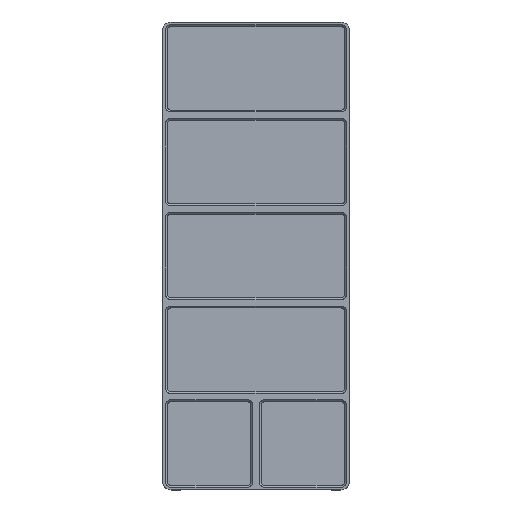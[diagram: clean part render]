
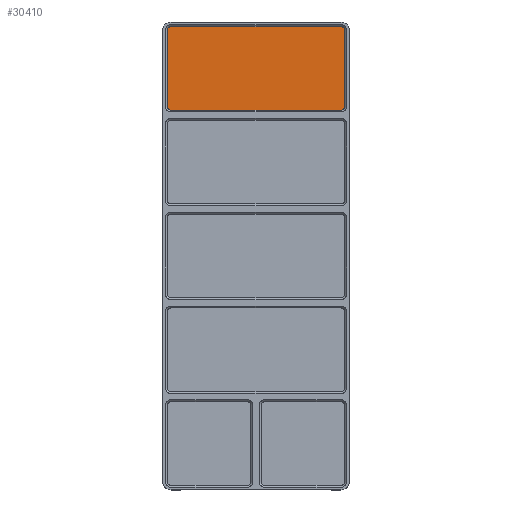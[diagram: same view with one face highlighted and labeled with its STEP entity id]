
A CAD part, top view. The second image highlights one B-rep face of the part: STEP entity #30410.
In plain terms, the highlighted planar face has unit normal (0, 0, 1).
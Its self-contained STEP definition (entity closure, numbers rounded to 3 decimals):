
#14950=CARTESIAN_POINT('',(213.85,254.25,7.));
#14960=VERTEX_POINT('',#14950);
#14990=CARTESIAN_POINT('',(247.,254.25,7.));
#15000=DIRECTION('',(-1.,0.,0.));
#15010=VECTOR('',#15000,1.);
#15020=LINE('',#14990,#15010);
#15030=CARTESIAN_POINT('',(290.15,254.25,7.));
#15040=VERTEX_POINT('',#15030);
#15050=EDGE_CURVE('',#15040,#14960,#15020,.T.);
#20250=CARTESIAN_POINT('',(291.75,289.,7.));
#20260=DIRECTION('',(0.,-1.,0.));
#20270=VECTOR('',#20260,1.);
#20280=LINE('',#20250,#20270);
#20290=CARTESIAN_POINT('',(291.75,290.15,7.));
#20300=VERTEX_POINT('',#20290);
#20310=CARTESIAN_POINT('',(291.75,255.85,7.));
#20320=VERTEX_POINT('',#20310);
#20330=EDGE_CURVE('',#20300,#20320,#20280,.T.);
#28330=CARTESIAN_POINT('',(212.25,255.85,7.));
#28340=VERTEX_POINT('',#28330);
#28370=CARTESIAN_POINT('',(213.85,255.85,7.));
#28380=DIRECTION('',(0.,0.,-1.));
#28390=DIRECTION('',(-1.,0.,0.));
#28400=AXIS2_PLACEMENT_3D('',#28370,#28380,#28390);
#28410=CIRCLE('',#28400,1.6);
#28420=EDGE_CURVE('',#14960,#28340,#28410,.T.);
#29430=CARTESIAN_POINT('',(290.15,291.75,7.));
#29440=VERTEX_POINT('',#29430);
#29470=CARTESIAN_POINT('',(257.,291.75,7.));
#29480=DIRECTION('',(1.,0.,0.));
#29490=VECTOR('',#29480,1.);
#29500=LINE('',#29470,#29490);
#29510=CARTESIAN_POINT('',(213.85,291.75,7.));
#29520=VERTEX_POINT('',#29510);
#29530=EDGE_CURVE('',#29520,#29440,#29500,.T.);
#29820=CARTESIAN_POINT('',(213.85,290.15,7.));
#29830=DIRECTION('',(0.,0.,-1.));
#29840=DIRECTION('',(-1.,0.,0.));
#29850=AXIS2_PLACEMENT_3D('',#29820,#29830,#29840);
#29860=CIRCLE('',#29850,1.6);
#29870=CARTESIAN_POINT('',(212.25,290.15,7.));
#29880=VERTEX_POINT('',#29870);
#29890=EDGE_CURVE('',#29880,#29520,#29860,.T.);
#30090=CARTESIAN_POINT('',(231.,273.,7.));
#30100=DIRECTION('',(0.,0.,1.));
#30110=DIRECTION('',(1.,0.,0.));
#30120=AXIS2_PLACEMENT_3D('',#30090,#30100,#30110);
#30130=PLANE('',#30120);
#30140=ORIENTED_EDGE('',*,*,#29890,.F.);
#30150=ORIENTED_EDGE('',*,*,#29530,.F.);
#30160=CARTESIAN_POINT('',(290.15,290.15,7.));
#30170=DIRECTION('',(0.,0.,-1.));
#30180=DIRECTION('',(-1.,0.,0.));
#30190=AXIS2_PLACEMENT_3D('',#30160,#30170,#30180);
#30200=CIRCLE('',#30190,1.6);
#30210=EDGE_CURVE('',#29440,#20300,#30200,.T.);
#30220=ORIENTED_EDGE('',*,*,#30210,.F.);
#30230=ORIENTED_EDGE('',*,*,#20330,.F.);
#30240=CARTESIAN_POINT('',(290.15,255.85,7.));
#30250=DIRECTION('',(0.,0.,-1.));
#30260=DIRECTION('',(-1.,0.,0.));
#30270=AXIS2_PLACEMENT_3D('',#30240,#30250,#30260);
#30280=CIRCLE('',#30270,1.6);
#30290=EDGE_CURVE('',#20320,#15040,#30280,.T.);
#30300=ORIENTED_EDGE('',*,*,#30290,.F.);
#30310=ORIENTED_EDGE('',*,*,#15050,.F.);
#30320=ORIENTED_EDGE('',*,*,#28420,.F.);
#30330=CARTESIAN_POINT('',(212.25,257.,7.));
#30340=DIRECTION('',(0.,1.,0.));
#30350=VECTOR('',#30340,1.);
#30360=LINE('',#30330,#30350);
#30370=EDGE_CURVE('',#28340,#29880,#30360,.T.);
#30380=ORIENTED_EDGE('',*,*,#30370,.F.);
#30390=EDGE_LOOP('',(#30380,#30320,#30310,#30300,#30230,#30220,#30150,
#30140));
#30400=FACE_OUTER_BOUND('',#30390,.T.);
#30410=ADVANCED_FACE('',(#30400),#30130,.T.);
